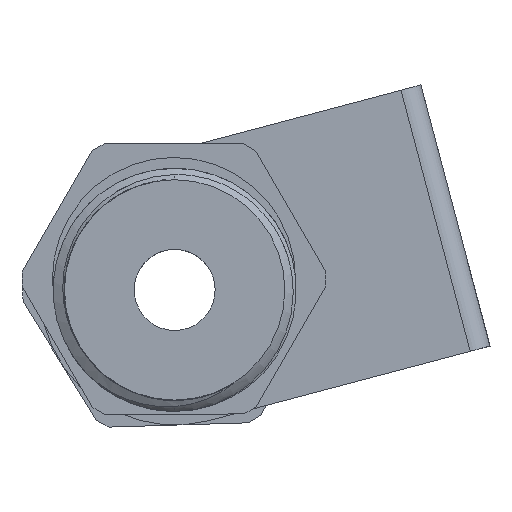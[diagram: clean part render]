
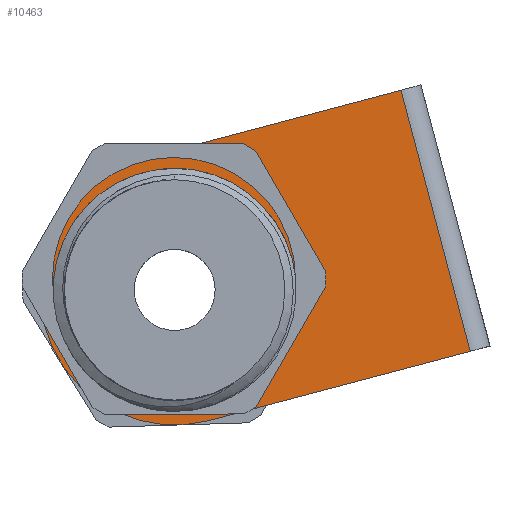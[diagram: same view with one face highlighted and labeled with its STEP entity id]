
A CAD part, front view. The second image highlights one B-rep face of the part: STEP entity #10463.
In plain terms, the highlighted face is planar.
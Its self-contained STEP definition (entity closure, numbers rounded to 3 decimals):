
#401 = EDGE_LOOP ( 'NONE', ( #1883, #7615, #7790, #7349, #6046 ) ) ;
#735 = CARTESIAN_POINT ( 'NONE',  ( 20., 0.01, 1.5 ) ) ;
#844 = CARTESIAN_POINT ( 'NONE',  ( 10., 30., 1.5 ) ) ;
#1039 = CIRCLE ( 'NONE', #4521, 10. ) ;
#1188 = VERTEX_POINT ( 'NONE', #7341 ) ;
#1286 = DIRECTION ( 'NONE',  ( 0., 0., 1. ) ) ;
#1290 = PLANE ( 'NONE',  #12735 ) ;
#1356 = ORIENTED_EDGE ( 'NONE', *, *, #11232, .F. ) ;
#1548 = DIRECTION ( 'NONE',  ( 0., 0., 1. ) ) ;
#1708 = VECTOR ( 'NONE', #3726, 1000. ) ;
#1833 = FACE_BOUND ( 'NONE', #9702, .T. ) ;
#1883 = ORIENTED_EDGE ( 'NONE', *, *, #5140, .T. ) ;
#2311 = DIRECTION ( 'NONE',  ( -1., 0., 0. ) ) ;
#2319 = DIRECTION ( 'NONE',  ( 0., 0., -1. ) ) ;
#2882 = EDGE_CURVE ( 'NONE', #10816, #4500, #12502, .T. ) ;
#2987 = EDGE_CURVE ( 'NONE', #9020, #1188, #1039, .T. ) ;
#3726 = DIRECTION ( 'NONE',  ( 0., -1., 0. ) ) ;
#4152 = DIRECTION ( 'NONE',  ( 1., 0., 0. ) ) ;
#4342 = DIRECTION ( 'NONE',  ( -1., 0., 0. ) ) ;
#4428 = DIRECTION ( 'NONE',  ( -1., 0., 0. ) ) ;
#4500 = VERTEX_POINT ( 'NONE', #6927 ) ;
#4521 = AXIS2_PLACEMENT_3D ( 'NONE', #9990, #1548, #4750 ) ;
#4534 = EDGE_CURVE ( 'NONE', #13099, #6070, #11581, .T. ) ;
#4544 = CARTESIAN_POINT ( 'NONE',  ( 0., 30., 1.5 ) ) ;
#4750 = DIRECTION ( 'NONE',  ( -1., 0., 0. ) ) ;
#5140 = EDGE_CURVE ( 'NONE', #10195, #9020, #6993, .T. ) ;
#5428 = CARTESIAN_POINT ( 'NONE',  ( 20., 0.01, 1.5 ) ) ;
#5435 = FACE_OUTER_BOUND ( 'NONE', #401, .T. ) ;
#6046 = ORIENTED_EDGE ( 'NONE', *, *, #7782, .F. ) ;
#6070 = VERTEX_POINT ( 'NONE', #8973 ) ;
#6673 = AXIS2_PLACEMENT_3D ( 'NONE', #11744, #1286, #4342 ) ;
#6919 = CARTESIAN_POINT ( 'NONE',  ( 20., 30., 1.5 ) ) ;
#6927 = CARTESIAN_POINT ( 'NONE',  ( 0., 0.01, 1.5 ) ) ;
#6993 = CIRCLE ( 'NONE', #6673, 10. ) ;
#7341 = CARTESIAN_POINT ( 'NONE',  ( 0., 20., 1.5 ) ) ;
#7349 = ORIENTED_EDGE ( 'NONE', *, *, #2882, .F. ) ;
#7409 = DIRECTION ( 'NONE',  ( 0., 0., 1. ) ) ;
#7438 = ORIENTED_EDGE ( 'NONE', *, *, #4534, .F. ) ;
#7615 = ORIENTED_EDGE ( 'NONE', *, *, #2987, .T. ) ;
#7782 = EDGE_CURVE ( 'NONE', #10195, #10816, #12376, .T. ) ;
#7790 = ORIENTED_EDGE ( 'NONE', *, *, #12726, .T. ) ;
#7881 = DIRECTION ( 'NONE',  ( 0., 0., 1. ) ) ;
#8556 = CIRCLE ( 'NONE', #10812, 9. ) ;
#8628 = CARTESIAN_POINT ( 'NONE',  ( 20., 30., 1.5 ) ) ;
#8744 = VECTOR ( 'NONE', #2311, 1000. ) ;
#8797 = CARTESIAN_POINT ( 'NONE',  ( 1., 20., 1.5 ) ) ;
#8825 = CARTESIAN_POINT ( 'NONE',  ( 10., 20., 1.5 ) ) ;
#8973 = CARTESIAN_POINT ( 'NONE',  ( 19., 20., 1.5 ) ) ;
#9020 = VERTEX_POINT ( 'NONE', #844 ) ;
#9507 = AXIS2_PLACEMENT_3D ( 'NONE', #8825, #7881, #13373 ) ;
#9702 = EDGE_LOOP ( 'NONE', ( #1356, #7438 ) ) ;
#9990 = CARTESIAN_POINT ( 'NONE',  ( 10., 20., 1.5 ) ) ;
#10195 = VERTEX_POINT ( 'NONE', #11327 ) ;
#10463 = ADVANCED_FACE ( 'NONE', ( #1833, #5435 ), #1290, .F. ) ;
#10555 = LINE ( 'NONE', #4544, #13141 ) ;
#10812 = AXIS2_PLACEMENT_3D ( 'NONE', #12596, #7409, #4152 ) ;
#10816 = VERTEX_POINT ( 'NONE', #735 ) ;
#11232 = EDGE_CURVE ( 'NONE', #6070, #13099, #8556, .T. ) ;
#11327 = CARTESIAN_POINT ( 'NONE',  ( 20., 20., 1.5 ) ) ;
#11581 = CIRCLE ( 'NONE', #9507, 9. ) ;
#11744 = CARTESIAN_POINT ( 'NONE',  ( 10., 20., 1.5 ) ) ;
#12376 = LINE ( 'NONE', #6919, #1708 ) ;
#12502 = LINE ( 'NONE', #5428, #8744 ) ;
#12596 = CARTESIAN_POINT ( 'NONE',  ( 10., 20., 1.5 ) ) ;
#12726 = EDGE_CURVE ( 'NONE', #1188, #4500, #10555, .T. ) ;
#12735 = AXIS2_PLACEMENT_3D ( 'NONE', #8628, #2319, #4428 ) ;
#12940 = DIRECTION ( 'NONE',  ( 0., -1., 0. ) ) ;
#13099 = VERTEX_POINT ( 'NONE', #8797 ) ;
#13141 = VECTOR ( 'NONE', #12940, 1000. ) ;
#13373 = DIRECTION ( 'NONE',  ( 1., 0., 0. ) ) ;
